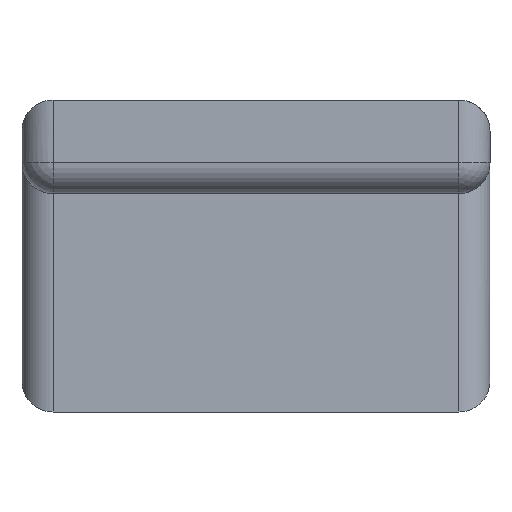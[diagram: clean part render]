
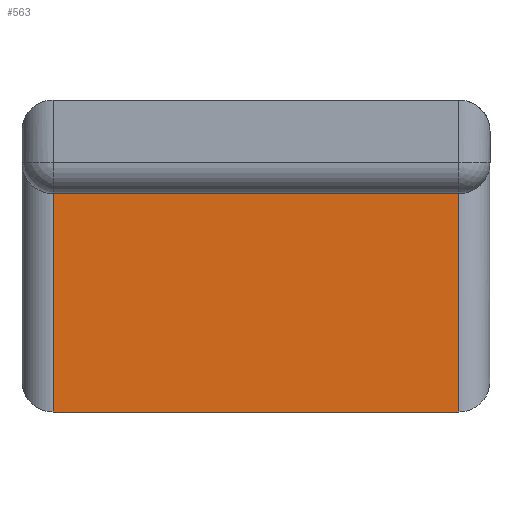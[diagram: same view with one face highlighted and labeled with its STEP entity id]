
A CAD part, left-side view. The second image highlights one B-rep face of the part: STEP entity #563.
In plain terms, the highlighted planar face has unit normal (-1, 0, 0).
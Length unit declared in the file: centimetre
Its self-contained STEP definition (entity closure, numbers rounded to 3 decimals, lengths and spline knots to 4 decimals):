
#21=PLANE('',#637);
#50=LINE('',#866,#104);
#51=LINE('',#870,#105);
#81=LINE('',#949,#135);
#82=LINE('',#950,#136);
#104=VECTOR('',#690,1.);
#105=VECTOR('',#695,1.);
#135=VECTOR('',#789,1.);
#136=VECTOR('',#790,1.);
#195=FACE_OUTER_BOUND('',#231,.T.);
#231=EDGE_LOOP('',(#485,#486,#487,#488));
#266=VERTEX_POINT('',#852);
#271=VERTEX_POINT('',#863);
#272=VERTEX_POINT('',#865);
#273=VERTEX_POINT('',#869);
#317=EDGE_CURVE('',#271,#272,#50,.T.);
#319=EDGE_CURVE('',#266,#273,#51,.T.);
#361=EDGE_CURVE('',#272,#266,#81,.T.);
#362=EDGE_CURVE('',#271,#273,#82,.T.);
#485=ORIENTED_EDGE('',*,*,#319,.F.);
#486=ORIENTED_EDGE('',*,*,#361,.F.);
#487=ORIENTED_EDGE('',*,*,#317,.F.);
#488=ORIENTED_EDGE('',*,*,#362,.T.);
#563=ADVANCED_FACE('',(#195),#21,.F.);
#637=AXIS2_PLACEMENT_3D('',#948,#787,#788);
#690=DIRECTION('',(0.,0.,-1.));
#695=DIRECTION('',(0.,0.,1.));
#787=DIRECTION('center_axis',(1.,0.,0.));
#788=DIRECTION('ref_axis',(0.,1.,0.));
#789=DIRECTION('',(0.,1.,0.));
#790=DIRECTION('',(0.,1.,0.));
#852=CARTESIAN_POINT('',(-12.2792,2.05,0.));
#863=CARTESIAN_POINT('',(-12.2792,-0.55,1.4));
#865=CARTESIAN_POINT('',(-12.2792,-0.55,0.));
#866=CARTESIAN_POINT('',(-12.2792,-0.55,0.));
#869=CARTESIAN_POINT('',(-12.2792,2.05,1.4));
#870=CARTESIAN_POINT('',(-12.2792,2.05,0.));
#948=CARTESIAN_POINT('Origin',(-12.2792,-0.75,0.));
#949=CARTESIAN_POINT('',(-12.2792,0.,0.));
#950=CARTESIAN_POINT('',(-12.2792,2.25,1.4));
